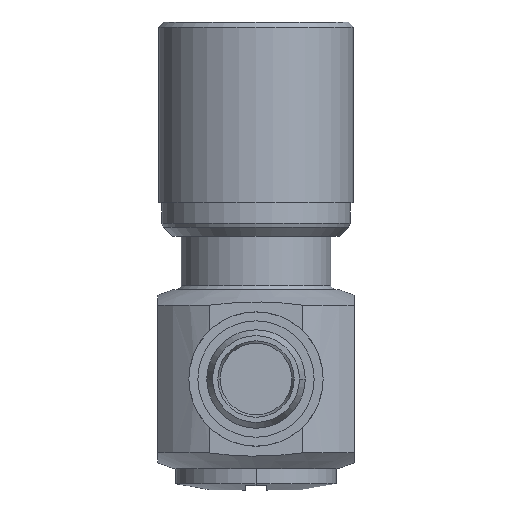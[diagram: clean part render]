
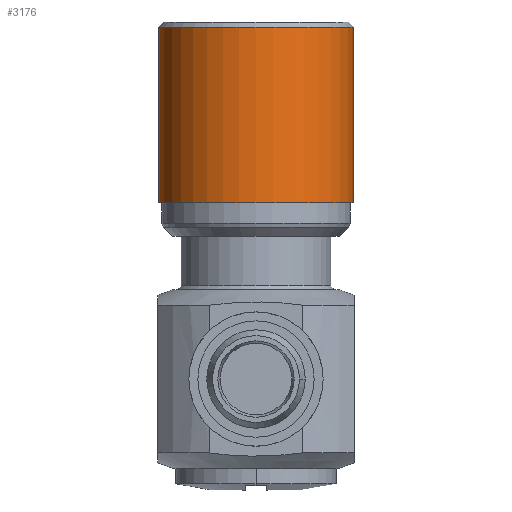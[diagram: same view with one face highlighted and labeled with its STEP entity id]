
A CAD part, front view. The second image highlights one B-rep face of the part: STEP entity #3176.
In plain terms, the highlighted cylindrical face has radius 5.45 mm (diameter 10.9 mm), a partial arc.
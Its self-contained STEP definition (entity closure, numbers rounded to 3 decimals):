
#131 = LINE ( 'NONE', #1963, #4748 ) ;
#148 = LINE ( 'NONE', #1047, #4434 ) ;
#155 = DIRECTION ( 'NONE',  ( 0., 0., -1. ) ) ;
#688 = ORIENTED_EDGE ( 'NONE', *, *, #806, .T. ) ;
#806 = EDGE_CURVE ( 'NONE', #1871, #1178, #5225, .T. ) ;
#987 = EDGE_CURVE ( 'NONE', #1871, #2135, #131, .T. ) ;
#1047 = CARTESIAN_POINT ( 'NONE',  ( -5.45, 0., -4.065 ) ) ;
#1178 = VERTEX_POINT ( 'NONE', #1955 ) ;
#1224 = CARTESIAN_POINT ( 'NONE',  ( 5.45, 0., -1.15 ) ) ;
#1390 = CARTESIAN_POINT ( 'NONE',  ( 0., 0., 8.65 ) ) ;
#1871 = VERTEX_POINT ( 'NONE', #3845 ) ;
#1955 = CARTESIAN_POINT ( 'NONE',  ( -5.45, 0., 8.65 ) ) ;
#1963 = CARTESIAN_POINT ( 'NONE',  ( 5.45, 0., -4.065 ) ) ;
#2135 = VERTEX_POINT ( 'NONE', #1224 ) ;
#2461 = FACE_OUTER_BOUND ( 'NONE', #3097, .T. ) ;
#3082 = DIRECTION ( 'NONE',  ( -1., 0., 0. ) ) ;
#3094 = CARTESIAN_POINT ( 'NONE',  ( 0., 0., -1.15 ) ) ;
#3097 = EDGE_LOOP ( 'NONE', ( #4861, #688, #5715, #5401 ) ) ;
#3141 = CYLINDRICAL_SURFACE ( 'NONE', #3555, 5.45 ) ;
#3176 = ADVANCED_FACE ( 'NONE', ( #2461 ), #3141, .T. ) ;
#3555 = AXIS2_PLACEMENT_3D ( 'NONE', #5466, #155, #4629 ) ;
#3684 = DIRECTION ( 'NONE',  ( 0., 0., -1. ) ) ;
#3845 = CARTESIAN_POINT ( 'NONE',  ( 5.45, 0., 8.65 ) ) ;
#3899 = AXIS2_PLACEMENT_3D ( 'NONE', #3094, #4871, #4028 ) ;
#4028 = DIRECTION ( 'NONE',  ( -1., 0., 0. ) ) ;
#4166 = VERTEX_POINT ( 'NONE', #4228 ) ;
#4228 = CARTESIAN_POINT ( 'NONE',  ( -5.45, 0., -1.15 ) ) ;
#4434 = VECTOR ( 'NONE', #3684, 1000. ) ;
#4629 = DIRECTION ( 'NONE',  ( -1., 0., 0. ) ) ;
#4748 = VECTOR ( 'NONE', #5495, 1000. ) ;
#4857 = EDGE_CURVE ( 'NONE', #2135, #4166, #5237, .T. ) ;
#4861 = ORIENTED_EDGE ( 'NONE', *, *, #987, .F. ) ;
#4870 = AXIS2_PLACEMENT_3D ( 'NONE', #1390, #4882, #3082 ) ;
#4871 = DIRECTION ( 'NONE',  ( 0., 0., -1. ) ) ;
#4882 = DIRECTION ( 'NONE',  ( 0., 0., -1. ) ) ;
#5162 = EDGE_CURVE ( 'NONE', #1178, #4166, #148, .T. ) ;
#5225 = CIRCLE ( 'NONE', #4870, 5.45 ) ;
#5237 = CIRCLE ( 'NONE', #3899, 5.45 ) ;
#5401 = ORIENTED_EDGE ( 'NONE', *, *, #4857, .F. ) ;
#5466 = CARTESIAN_POINT ( 'NONE',  ( 0., 0., -4.065 ) ) ;
#5495 = DIRECTION ( 'NONE',  ( 0., 0., -1. ) ) ;
#5715 = ORIENTED_EDGE ( 'NONE', *, *, #5162, .T. ) ;
